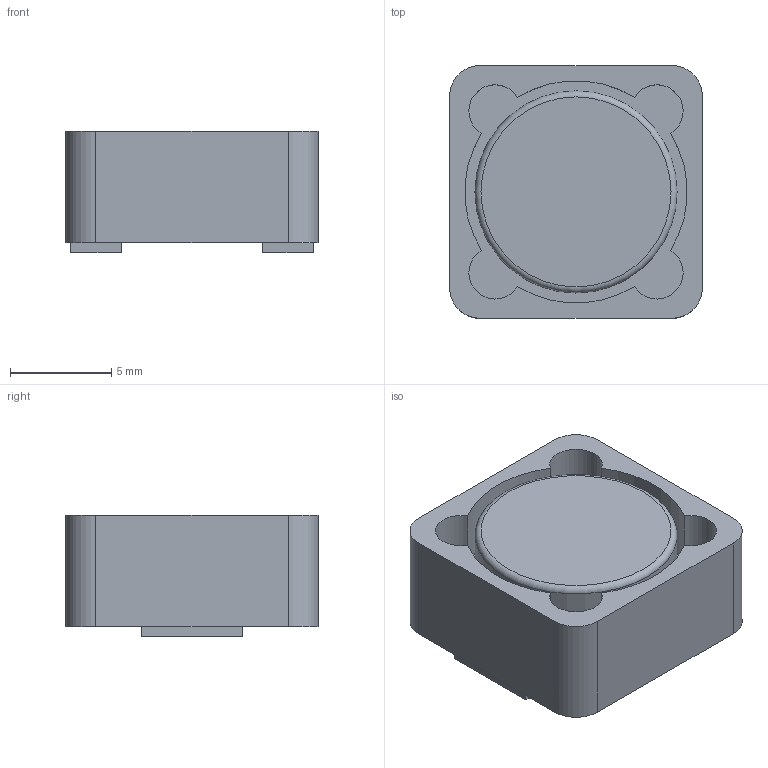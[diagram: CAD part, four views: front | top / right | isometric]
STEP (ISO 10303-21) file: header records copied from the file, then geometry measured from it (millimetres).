
FILE_DESCRIPTION(('FreeCAD Model'),'2;1');
FILE_NAME('SRR1260.step','2018-01-29T19:53:24',('kicad StepUp'),('ksu MCAD'), 'Open CASCADE STEP processor 7.1','FreeCAD','Unknown');
FILE_SCHEMA(('AUTOMOTIVE_DESIGN { 1 0 10303 214 1 1 1 1 }'));
Length unit declared in the file: millimetre
Products named in the file (1): SRR1260
Bounding box: 12.5 x 12.5 x 6 mm (x, y, z)
Volume: 772.9 mm3; surface area: 804.1 mm2
Topology: 1 solids, 1 shells, 32 faces, 77 edges, 51 vertices
Faces by surface type: plane 18, cylinder 13, torus 1
Full cylindrical faces by diameter (mm): 10 x1
Entity records: 673 total; most frequent: ORIENTED_EDGE 131, CARTESIAN_POINT 88, EDGE_CURVE 77, VERTEX_POINT 51, LINE 49, AXIS2_PLACEMENT_3D 45, FACE_BOUND 36, EDGE_LOOP 36
